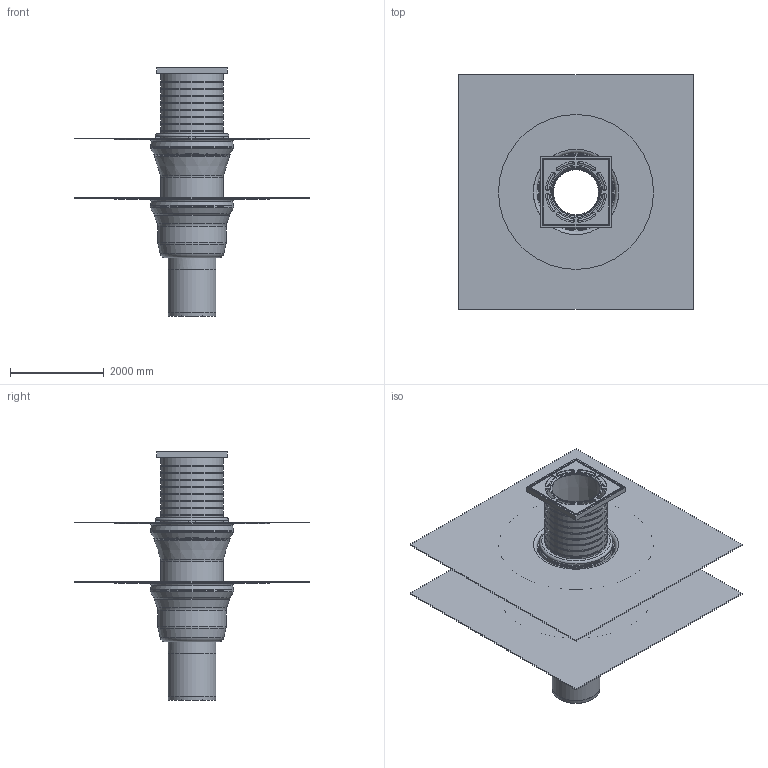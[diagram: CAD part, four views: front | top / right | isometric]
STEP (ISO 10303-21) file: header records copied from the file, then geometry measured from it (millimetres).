
FILE_DESCRIPTION(/* description */ (''),/* implementation_level */ '2;1');
FILE_NAME(/* name */ '16287.100X_3D.stp',/* time_stamp */ '2025-01-06T10:02:31+01:00',/* author */ ('c.rudolph'),/* organization */ (''),/* preprocessor_version */ 'ST-DEVELOPER v20',/* originating_system */ 'AutoCAD Mechanical',/* authorisation */ '');
FILE_SCHEMA (('AUTOMOTIVE_DESIGN { 1 0 10303 214 3 1 1 }'));
Length unit declared in the file: centimetre
Products named in the file (2): Product; *S0
Assembly tree (1 placements, depth 2):
  Product
    *S0
Bounding box: 5000 x 5000 x 5284.45 mm (x, y, z)
Volume: 2222727541.4 mm3; surface area: 203609792.9 mm2
Topology: 15 solids, 17 shells, 429 faces, 1024 edges, 662 vertices
Faces by surface type: plane 154, cylinder 127, torus 85, cone 55, sphere 8
Full cylindrical faces by diameter (mm): 35 x4, 80 x4, 980 x2, 1020 x3, 1040 x1, 1070 x1, 1250 x2, 1280 x1, 1320 x8, 1330 x10, 1334 x1, 1400 x1, 1410 x2, 1450 x1, 1460 x4, 1500 x4, 1520 x2, 1700 x4, 1740 x4, 1770 x2, 3300 x2
Entity records: 13148 total; most frequent: CARTESIAN_POINT 2590, DIRECTION 2413, ORIENTED_EDGE 2046, EDGE_CURVE 1023, AXIS2_PLACEMENT_3D 1021, VERTEX_POINT 660, CIRCLE 573, EDGE_LOOP 511
